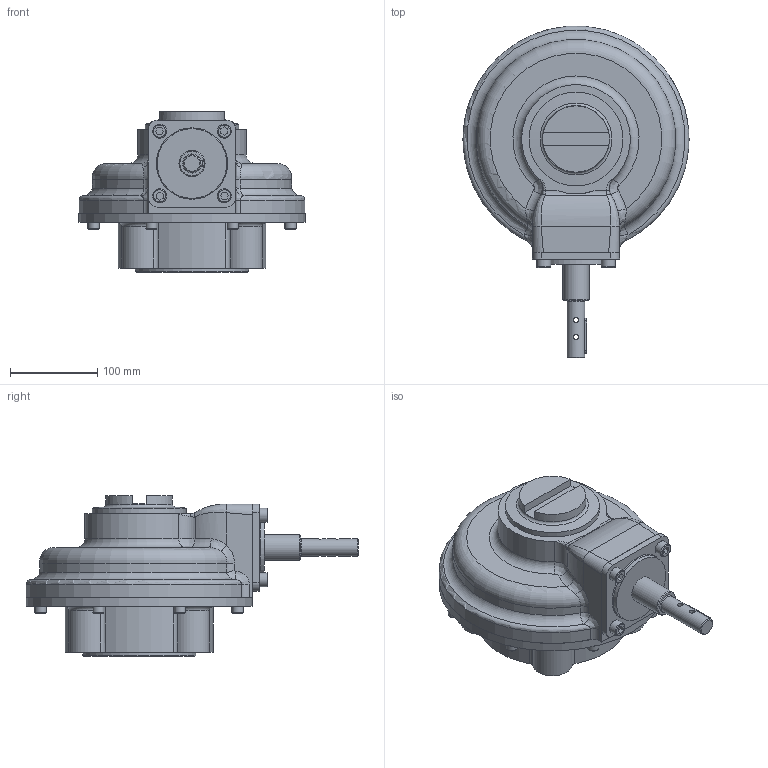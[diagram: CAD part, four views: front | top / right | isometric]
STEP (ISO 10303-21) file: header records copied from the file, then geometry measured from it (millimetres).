
FILE_DESCRIPTION( ( 'Unknown' ), '1' );
FILE_NAME( 'PUB-HOB7-F16.stp', 'Unknown', ( 'Unknown' ), ( 'Unknown' ), 'PSStep 16.0.42', 'Unknown', ' ' );
FILE_SCHEMA( ( 'AUTOMOTIVE_DESIGN { 1 0 10303 214 1 1 1 1 }' ) );
Length unit declared in the file: millimetre
Products named in the file (21): 1; 2; 3; 4; 5; 6; 7; 8; 9; 10; 11; 12; 13; 14; 15; 16; 17; 18; 19; 20; 21
Bounding box: 260 x 381.51 x 184.75 mm (x, y, z)
Surface area: 302604.3 mm2 (no closed solid volume)
Topology: 0 solids, 343 shells, 343 faces, 1620 edges, 1555 vertices
Faces by surface type: plane 143, cylinder 72, bspline 70, torus 35, cone 23
Full cylindrical faces by diameter (mm): 6 x2, 13 x8, 16 x4, 17.294 x4, 20 x1, 30 x1, 80 x1, 90.15 x1, 107.95 x1, 129.95 x1, 139.98 x1, 260 x1
Entity records: 29514 total; most frequent: CARTESIAN_POINT 15044, DIRECTION 2367, VERTEX_POINT 1534, ORIENTED_EDGE 1529, EDGE_CURVE 1529, AXIS2_PLACEMENT_3D 861, LINE 645, VECTOR 645
